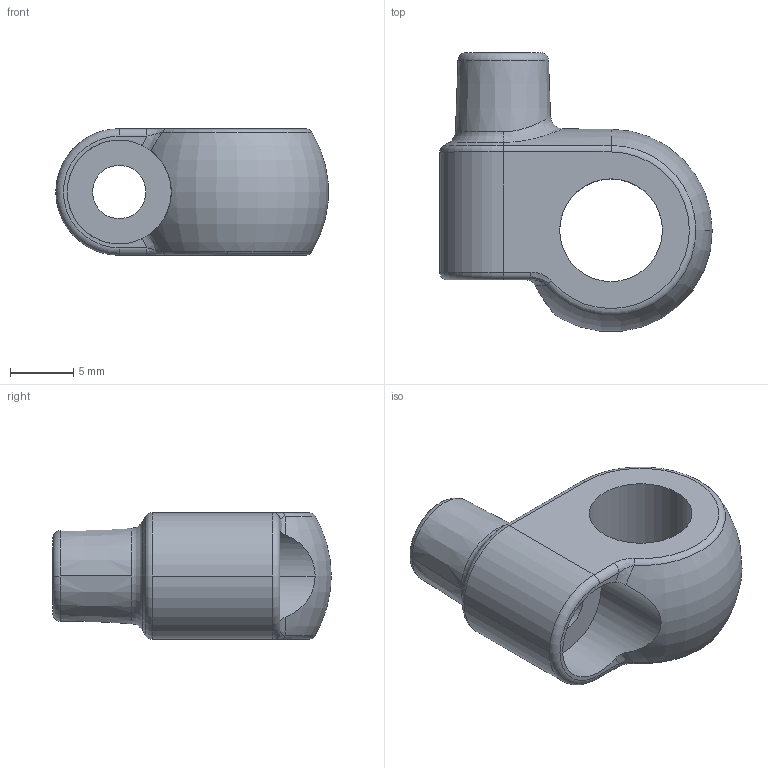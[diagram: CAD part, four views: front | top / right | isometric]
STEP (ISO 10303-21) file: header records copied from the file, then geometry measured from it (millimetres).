
FILE_DESCRIPTION (( 'STEP AP214' ), '1' );
FILE_NAME ('123.STEP', '2024-01-28T10:27:30', ( '' ), ( '' ), 'SwSTEP 2.0', 'SolidWorks 2022', '' );
FILE_SCHEMA (( 'AUTOMOTIVE_DESIGN' ));
Length unit declared in the file: millimetre
Products named in the file (1): 123
Bounding box: 21.47 x 21.96 x 10 mm (x, y, z)
Volume: 1797.9 mm3; surface area: 1558.4 mm2
Topology: 1 solids, 1 shells, 37 faces, 89 edges, 54 vertices
Faces by surface type: cylinder 13, torus 10, plane 5, bspline 5, sphere 2, cone 2
Entity records: 1422 total; most frequent: CARTESIAN_POINT 521, DIRECTION 195, ORIENTED_EDGE 178, EDGE_CURVE 89, AXIS2_PLACEMENT_3D 88, CIRCLE 55, VERTEX_POINT 54, EDGE_LOOP 41
